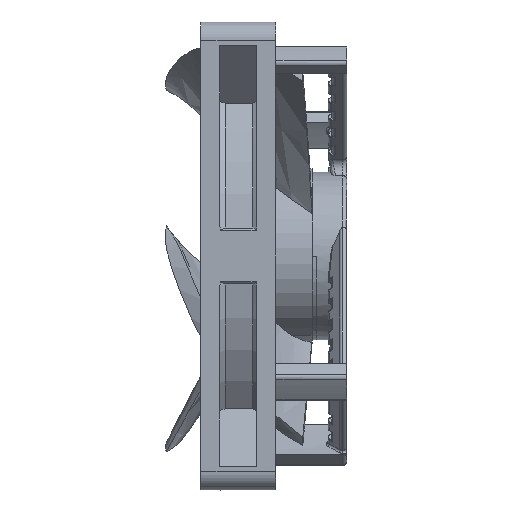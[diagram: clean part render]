
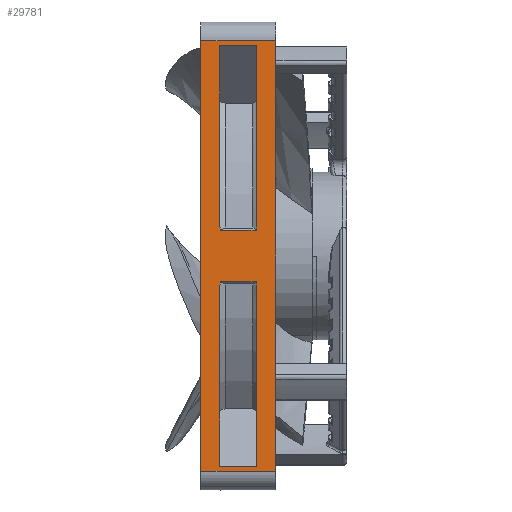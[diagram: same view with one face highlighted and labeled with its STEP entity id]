
A CAD part, left-side view. The second image highlights one B-rep face of the part: STEP entity #29781.
In plain terms, the highlighted planar face has unit normal (-1, 0, 0).
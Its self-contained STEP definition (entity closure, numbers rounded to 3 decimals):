
#5843=DIRECTION('',(0.,-1.,0.));
#5844=VECTOR('',#5843,20.);
#5845=CARTESIAN_POINT('',(-62.7,20.,-57.7));
#5846=LINE('',#5845,#5844);
#5851=DIRECTION('',(0.,0.,-1.));
#5852=VECTOR('',#5851,115.4);
#5853=CARTESIAN_POINT('',(-62.7,0.,57.7));
#5854=LINE('',#5853,#5852);
#5855=DIRECTION('',(0.,0.,1.));
#5856=VECTOR('',#5855,115.4);
#5857=CARTESIAN_POINT('',(-62.7,20.,-57.7));
#5858=LINE('',#5857,#5856);
#5859=DIRECTION('',(0.,0.,-1.));
#5860=VECTOR('',#5859,48.219);
#5861=CARTESIAN_POINT('',(-62.7,15.,56.336));
#5862=LINE('',#5861,#5860);
#5863=DIRECTION('',(0.,0.,-1.));
#5864=VECTOR('',#5863,48.219);
#5865=CARTESIAN_POINT('',(-62.7,15.,-8.117));
#5866=LINE('',#5865,#5864);
#5867=DIRECTION('',(0.,-1.,0.));
#5868=VECTOR('',#5867,10.);
#5869=CARTESIAN_POINT('',(-62.7,15.,-56.336));
#5870=LINE('',#5869,#5868);
#5871=DIRECTION('',(0.,1.,0.));
#5872=VECTOR('',#5871,20.);
#5873=CARTESIAN_POINT('',(-62.7,0.,57.7));
#5874=LINE('',#5873,#5872);
#11706=DIRECTION('',(0.,0.,-1.));
#11707=VECTOR('',#11706,48.26);
#11708=CARTESIAN_POINT('',(-62.7,5.,56.336));
#11709=LINE('',#11708,#11707);
#11715=DIRECTION('',(0.,-1.,0.));
#11716=VECTOR('',#11715,10.);
#11717=CARTESIAN_POINT('',(-62.7,15.,56.336));
#11718=LINE('',#11717,#11716);
#11728=CARTESIAN_POINT('',(-62.7,14.693,
6.9));
#11729=CARTESIAN_POINT('',(-62.7,14.725,
7.036));
#11730=CARTESIAN_POINT('',(-62.7,14.79,
7.307));
#11731=CARTESIAN_POINT('',(-62.7,14.892,
7.713));
#11732=CARTESIAN_POINT('',(-62.7,14.963,
7.982));
#11733=CARTESIAN_POINT('',(-62.7,15.,8.117));
#11772=DIRECTION('',(0.,1.,0.));
#11773=VECTOR('',#11772,9.478);
#11774=CARTESIAN_POINT('',(-62.7,5.216,
6.9));
#11775=LINE('',#11774,#11773);
#11783=CARTESIAN_POINT('',(-62.7,5.,
8.076));
#11784=CARTESIAN_POINT('',(-62.7,5.026,
7.945));
#11785=CARTESIAN_POINT('',(-62.7,5.076,
7.685));
#11786=CARTESIAN_POINT('',(-62.7,5.148,
7.293));
#11787=CARTESIAN_POINT('',(-62.7,5.193,
7.031));
#11788=CARTESIAN_POINT('',(-62.7,5.216,
6.9));
#11828=DIRECTION('',(0.,0.,-1.));
#11829=VECTOR('',#11828,48.26);
#11830=CARTESIAN_POINT('',(-62.7,5.,-8.076));
#11831=LINE('',#11830,#11829);
#11839=CARTESIAN_POINT('',(-62.7,5.216,
-6.9));
#11840=CARTESIAN_POINT('',(-62.7,5.194,
-7.031));
#11841=CARTESIAN_POINT('',(-62.7,5.148,
-7.293));
#11842=CARTESIAN_POINT('',(-62.7,5.076,
-7.685));
#11843=CARTESIAN_POINT('',(-62.7,5.026,
-7.945));
#11844=CARTESIAN_POINT('',(-62.7,5.,-8.076));
#11876=DIRECTION('',(0.,-1.,0.));
#11877=VECTOR('',#11876,9.478);
#11878=CARTESIAN_POINT('',(-62.7,14.693,
-6.9));
#11879=LINE('',#11878,#11877);
#11887=CARTESIAN_POINT('',(-62.7,15.,-8.117));
#11888=CARTESIAN_POINT('',(-62.7,14.963,
-7.982));
#11889=CARTESIAN_POINT('',(-62.7,14.892,
-7.713));
#11890=CARTESIAN_POINT('',(-62.7,14.79,
-7.307));
#11891=CARTESIAN_POINT('',(-62.7,14.725,
-7.036));
#11892=CARTESIAN_POINT('',(-62.7,14.693,
-6.9));
#20019=CARTESIAN_POINT('',(-62.7,20.,57.7));
#20020=VERTEX_POINT('',#20019);
#20021=CARTESIAN_POINT('',(-62.7,20.,-57.7));
#20022=VERTEX_POINT('',#20021);
#20357=CARTESIAN_POINT('',(-62.7,0.,-57.7));
#20358=VERTEX_POINT('',#20357);
#20359=CARTESIAN_POINT('',(-62.7,0.,57.7));
#20360=VERTEX_POINT('',#20359);
#20545=CARTESIAN_POINT('',(-62.7,5.,56.336));
#20546=CARTESIAN_POINT('',(-62.7,5.,
8.076));
#20547=VERTEX_POINT('',#20545);
#20548=VERTEX_POINT('',#20546);
#20549=CARTESIAN_POINT('',(-62.7,15.,56.336));
#20550=VERTEX_POINT('',#20549);
#20551=CARTESIAN_POINT('',(-62.7,15.,8.117));
#20552=VERTEX_POINT('',#20551);
#20553=VERTEX_POINT('',#11728);
#20554=CARTESIAN_POINT('',(-62.7,5.216,
6.9));
#20555=VERTEX_POINT('',#20554);
#20556=CARTESIAN_POINT('',(-62.7,15.,-8.117));
#20557=CARTESIAN_POINT('',(-62.7,15.,-56.336));
#20558=VERTEX_POINT('',#20556);
#20559=VERTEX_POINT('',#20557);
#20560=CARTESIAN_POINT('',(-62.7,5.,-56.336));
#20561=VERTEX_POINT('',#20560);
#20562=CARTESIAN_POINT('',(-62.7,5.,-8.076));
#20563=VERTEX_POINT('',#20562);
#20564=VERTEX_POINT('',#11839);
#20565=CARTESIAN_POINT('',(-62.7,14.693,
-6.9));
#20566=VERTEX_POINT('',#20565);
#29741=CARTESIAN_POINT('',(-62.7,20.,62.7));
#29742=DIRECTION('',(1.,0.,0.));
#29743=DIRECTION('',(0.,0.,-1.));
#29744=AXIS2_PLACEMENT_3D('',#29741,#29742,#29743);
#29745=PLANE('',#29744);
#29747=ORIENTED_EDGE('',*,*,#29746,.F.);
#29748=ORIENTED_EDGE('',*,*,#29385,.T.);
#29749=ORIENTED_EDGE('',*,*,#29733,.F.);
#29750=ORIENTED_EDGE('',*,*,#28666,.T.);
#29751=EDGE_LOOP('',(#29747,#29748,#29749,#29750));
#29752=FACE_OUTER_BOUND('',#29751,.F.);
#29754=ORIENTED_EDGE('',*,*,#29753,.F.);
#29756=ORIENTED_EDGE('',*,*,#29755,.F.);
#29758=ORIENTED_EDGE('',*,*,#29757,.T.);
#29760=ORIENTED_EDGE('',*,*,#29759,.F.);
#29762=ORIENTED_EDGE('',*,*,#29761,.F.);
#29764=ORIENTED_EDGE('',*,*,#29763,.F.);
#29765=EDGE_LOOP('',(#29754,#29756,#29758,#29760,#29762,#29764));
#29766=FACE_BOUND('',#29765,.F.);
#29768=ORIENTED_EDGE('',*,*,#29767,.T.);
#29770=ORIENTED_EDGE('',*,*,#29769,.T.);
#29772=ORIENTED_EDGE('',*,*,#29771,.F.);
#29774=ORIENTED_EDGE('',*,*,#29773,.F.);
#29776=ORIENTED_EDGE('',*,*,#29775,.F.);
#29778=ORIENTED_EDGE('',*,*,#29777,.F.);
#29779=EDGE_LOOP('',(#29768,#29770,#29772,#29774,#29776,#29778));
#29780=FACE_BOUND('',#29779,.F.);
#11734=B_SPLINE_CURVE_WITH_KNOTS('',3,(#11728,#11729,#11730,#11731,#11732,
#11733),.UNSPECIFIED.,.F.,.F.,(4,1,1,4),(0.,0.333,
0.667,1.),.UNSPECIFIED.);
#11789=B_SPLINE_CURVE_WITH_KNOTS('',3,(#11783,#11784,#11785,#11786,#11787,
#11788),.UNSPECIFIED.,.F.,.F.,(4,1,1,4),(0.,0.333,
0.667,1.),.UNSPECIFIED.);
#11845=B_SPLINE_CURVE_WITH_KNOTS('',3,(#11839,#11840,#11841,#11842,#11843,
#11844),.UNSPECIFIED.,.F.,.F.,(4,1,1,4),(0.,0.333,
0.667,1.),.UNSPECIFIED.);
#11893=B_SPLINE_CURVE_WITH_KNOTS('',3,(#11887,#11888,#11889,#11890,#11891,
#11892),.UNSPECIFIED.,.F.,.F.,(4,1,1,4),(0.,0.333,
0.667,1.),.UNSPECIFIED.);
#28666=EDGE_CURVE('',#20022,#20020,#5858,.T.);
#29385=EDGE_CURVE('',#20360,#20358,#5854,.T.);
#29733=EDGE_CURVE('',#20022,#20358,#5846,.T.);
#29746=EDGE_CURVE('',#20360,#20020,#5874,.T.);
#29753=EDGE_CURVE('',#20547,#20548,#11709,.T.);
#29755=EDGE_CURVE('',#20550,#20547,#11718,.T.);
#29757=EDGE_CURVE('',#20550,#20552,#5862,.T.);
#29759=EDGE_CURVE('',#20553,#20552,#11734,.T.);
#29761=EDGE_CURVE('',#20555,#20553,#11775,.T.);
#29763=EDGE_CURVE('',#20548,#20555,#11789,.T.);
#29767=EDGE_CURVE('',#20558,#20559,#5866,.T.);
#29769=EDGE_CURVE('',#20559,#20561,#5870,.T.);
#29771=EDGE_CURVE('',#20563,#20561,#11831,.T.);
#29773=EDGE_CURVE('',#20564,#20563,#11845,.T.);
#29775=EDGE_CURVE('',#20566,#20564,#11879,.T.);
#29777=EDGE_CURVE('',#20558,#20566,#11893,.T.);
#29781=ADVANCED_FACE('',(#29752,#29766,#29780),#29745,.F.);
